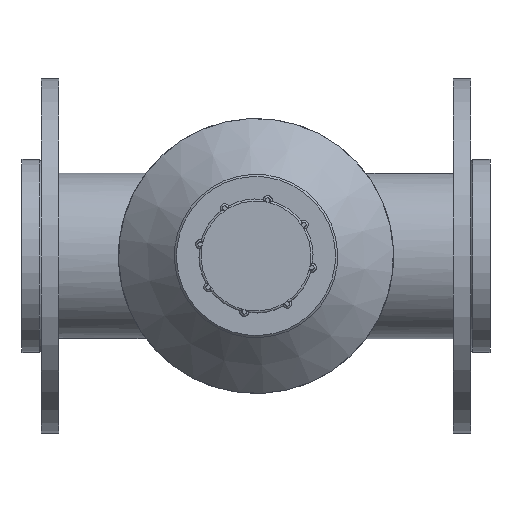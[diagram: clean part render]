
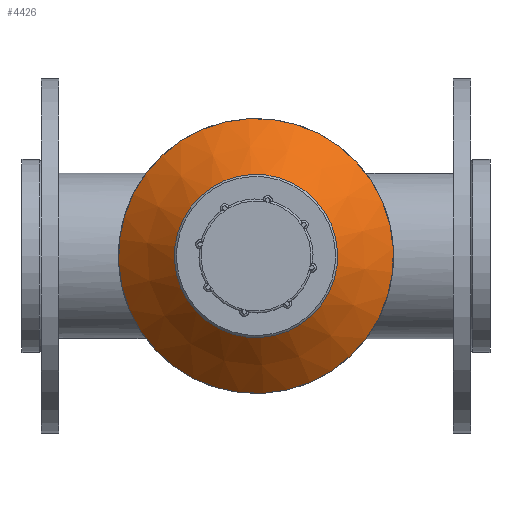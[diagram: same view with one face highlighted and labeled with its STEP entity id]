
A CAD part, front view. The second image highlights one B-rep face of the part: STEP entity #4426.
In plain terms, the highlighted conical face has half-angle 45 degrees and reference radius 38 mm.
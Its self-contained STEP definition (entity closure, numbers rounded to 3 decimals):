
#29 = DIRECTION ( 'NONE',  ( -1., 0., 0. ) ) ;
#108 = FACE_OUTER_BOUND ( 'NONE', #149, .T. ) ;
#149 = EDGE_LOOP ( 'NONE', ( #6421 ) ) ;
#220 = FACE_BOUND ( 'NONE', #5937, .T. ) ;
#681 = AXIS2_PLACEMENT_3D ( 'NONE', #5253, #6435, #7038 ) ;
#944 = AXIS2_PLACEMENT_3D ( 'NONE', #5104, #6775, #29 ) ;
#1760 = AXIS2_PLACEMENT_3D ( 'NONE', #5346, #4904, #2562 ) ;
#1783 = VERTEX_POINT ( 'NONE', #4054 ) ;
#2251 = CIRCLE ( 'NONE', #944, 38. ) ;
#2562 = DIRECTION ( 'NONE',  ( -1., 0., 0. ) ) ;
#3232 = VERTEX_POINT ( 'NONE', #6505 ) ;
#4054 = CARTESIAN_POINT ( 'NONE',  ( -22.915, -13.663, 0. ) ) ;
#4163 = EDGE_CURVE ( 'NONE', #1783, #1783, #2251, .T. ) ;
#4426 = ADVANCED_FACE ( 'NONE', ( #108, #220 ), #5556, .T. ) ;
#4904 = DIRECTION ( 'NONE',  ( 0., 1., 0. ) ) ;
#5104 = CARTESIAN_POINT ( 'NONE',  ( 15.085, -13.663, 0. ) ) ;
#5253 = CARTESIAN_POINT ( 'NONE',  ( 15.085, -13.663, 0. ) ) ;
#5323 = CIRCLE ( 'NONE', #1760, 64. ) ;
#5346 = CARTESIAN_POINT ( 'NONE',  ( 15.085, -39.663, 0. ) ) ;
#5467 = EDGE_CURVE ( 'NONE', #3232, #3232, #5323, .T. ) ;
#5556 = CONICAL_SURFACE ( 'NONE', #681, 38., 0.785 ) ;
#5702 = ORIENTED_EDGE ( 'NONE', *, *, #4163, .F. ) ;
#5937 = EDGE_LOOP ( 'NONE', ( #5702 ) ) ;
#6421 = ORIENTED_EDGE ( 'NONE', *, *, #5467, .T. ) ;
#6435 = DIRECTION ( 'NONE',  ( 0., -1., 0. ) ) ;
#6505 = CARTESIAN_POINT ( 'NONE',  ( -48.915, -39.663, 0. ) ) ;
#6775 = DIRECTION ( 'NONE',  ( 0., 1., 0. ) ) ;
#7038 = DIRECTION ( 'NONE',  ( 1., 0., 0. ) ) ;
